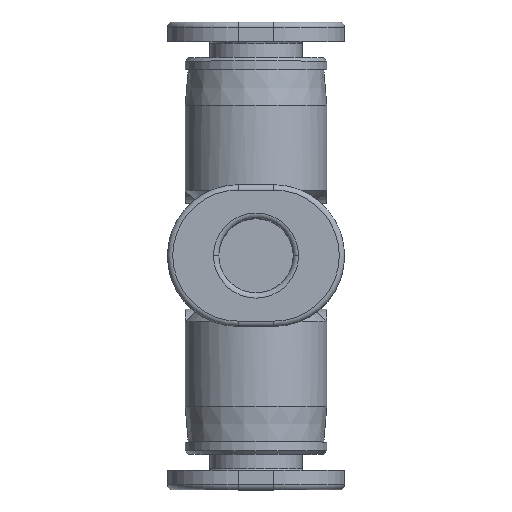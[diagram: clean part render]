
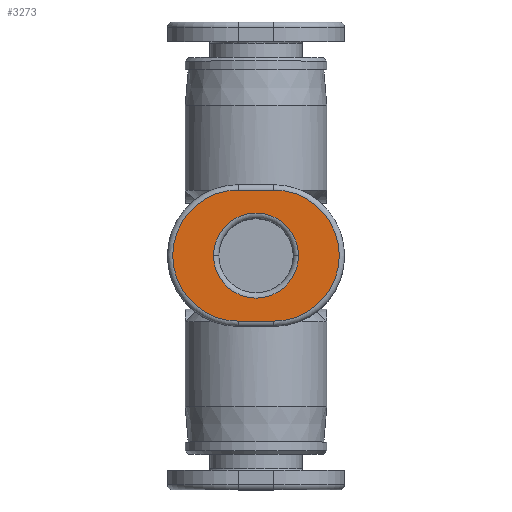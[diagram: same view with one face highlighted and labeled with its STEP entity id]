
A CAD part, top view. The second image highlights one B-rep face of the part: STEP entity #3273.
In plain terms, the highlighted planar face has unit normal (0, 0, 1).
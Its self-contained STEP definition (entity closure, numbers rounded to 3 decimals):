
#1264=CARTESIAN_POINT('',(2.4,0.,13.2));
#1265=VERTEX_POINT('',#1264);
#1273=CARTESIAN_POINT('',(-2.4,0.,13.2));
#1274=VERTEX_POINT('',#1273);
#1275=CARTESIAN_POINT('',(0.0,0.,13.2));
#1276=DIRECTION('',(0.0,0.0,1.0));
#1277=DIRECTION('',(1.0,0.0,0.0));
#1278=AXIS2_PLACEMENT_3D('',#1275,#1276,#1277);
#1279=CIRCLE('',#1278,2.4);
#1280=EDGE_CURVE('',#1265,#1274,#1279,.T.);
#3086=CARTESIAN_POINT('',(-1.0,-3.7,13.2));
#3087=VERTEX_POINT('',#3086);
#3088=CARTESIAN_POINT('',(-1.,3.7,13.2));
#3089=VERTEX_POINT('',#3088);
#3090=CARTESIAN_POINT('',(-1.0,0.,13.2));
#3091=DIRECTION('',(0.0,0.0,-1.0));
#3092=DIRECTION('',(-1.0,0.0,0.0));
#3093=AXIS2_PLACEMENT_3D('',#3090,#3091,#3092);
#3094=CIRCLE('',#3093,3.7);
#3095=EDGE_CURVE('',#3087,#3089,#3094,.T.);
#3130=CARTESIAN_POINT('',(1.,3.7,13.2));
#3131=VERTEX_POINT('',#3130);
#3132=CARTESIAN_POINT('',(-1.,3.7,13.2));
#3133=DIRECTION('',(1.0,0.0,0.0));
#3134=VECTOR('',#3133,2.);
#3135=LINE('',#3132,#3134);
#3136=EDGE_CURVE('',#3089,#3131,#3135,.T.);
#3170=CARTESIAN_POINT('',(1.0,-3.7,13.2));
#3171=VERTEX_POINT('',#3170);
#3179=CARTESIAN_POINT('',(1.0,-3.7,13.2));
#3180=DIRECTION('',(-1.0,0.0,0.0));
#3181=VECTOR('',#3180,2.0);
#3182=LINE('',#3179,#3181);
#3183=EDGE_CURVE('',#3171,#3087,#3182,.T.);
#3194=CARTESIAN_POINT('',(1.0,0.,13.2));
#3195=DIRECTION('',(0.,0.,-1.0));
#3196=DIRECTION('',(1.0,0.,0.));
#3197=AXIS2_PLACEMENT_3D('',#3194,#3195,#3196);
#3198=CIRCLE('',#3197,3.7);
#3199=EDGE_CURVE('',#3131,#3171,#3198,.T.);
#3252=CARTESIAN_POINT('',(0.,0.,13.2));
#3253=DIRECTION('',(0.0,0.0,-1.0));
#3254=DIRECTION('',(1.0,0.0,0.0));
#3255=AXIS2_PLACEMENT_3D('',#3252,#3253,#3254);
#3256=PLANE('',#3255);
#3257=ORIENTED_EDGE('',*,*,#3095,.F.);
#3258=ORIENTED_EDGE('',*,*,#3183,.F.);
#3259=ORIENTED_EDGE('',*,*,#3199,.F.);
#3260=ORIENTED_EDGE('',*,*,#3136,.F.);
#3261=EDGE_LOOP('',(#3257,#3258,#3259,#3260));
#3262=FACE_OUTER_BOUND('',#3261,.T.);
#3263=CARTESIAN_POINT('',(0.0,0.,13.2));
#3264=DIRECTION('',(0.0,0.0,1.0));
#3265=DIRECTION('',(1.0,0.0,0.0));
#3266=AXIS2_PLACEMENT_3D('',#3263,#3264,#3265);
#3267=CIRCLE('',#3266,2.4);
#3268=EDGE_CURVE('',#1274,#1265,#3267,.T.);
#3269=ORIENTED_EDGE('',*,*,#3268,.F.);
#3270=ORIENTED_EDGE('',*,*,#1280,.F.);
#3271=EDGE_LOOP('',(#3269,#3270));
#3272=FACE_BOUND('',#3271,.T.);
#3273=ADVANCED_FACE('',(#3262,#3272),#3256,.F.);
